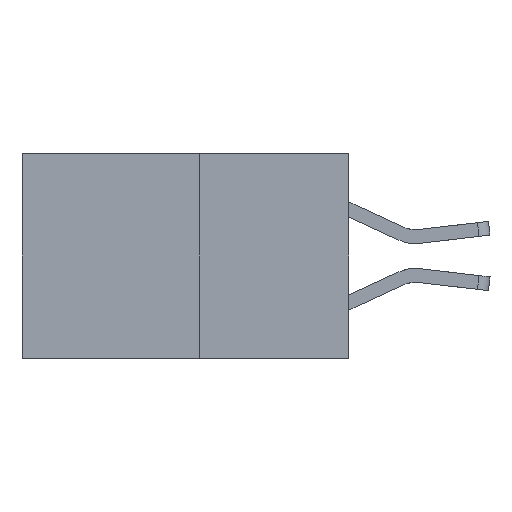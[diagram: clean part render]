
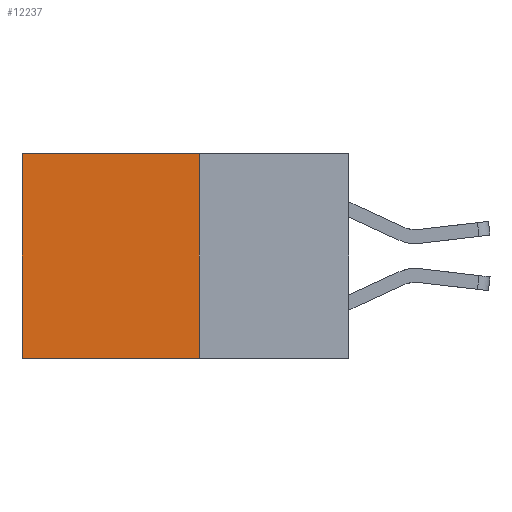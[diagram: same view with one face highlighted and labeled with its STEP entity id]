
A CAD part, left-side view. The second image highlights one B-rep face of the part: STEP entity #12237.
In plain terms, the highlighted planar face has unit normal (-1, 0, 0).
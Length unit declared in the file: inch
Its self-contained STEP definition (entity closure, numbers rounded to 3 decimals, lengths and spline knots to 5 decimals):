
#583 = FACE_OUTER_BOUND ( 'NONE', #9451, .T. ) ;
#615 = VECTOR ( 'NONE', #7849, 39.37008 ) ;
#1375 = EDGE_CURVE ( 'NONE', #2305, #9962, #6599, .T. ) ;
#1484 = CARTESIAN_POINT ( 'NONE',  ( 0.277, 0.27, -0.37 ) ) ;
#2076 = VERTEX_POINT ( 'NONE', #12177 ) ;
#2113 = EDGE_CURVE ( 'NONE', #2076, #9924, #2240, .T. ) ;
#2240 = LINE ( 'NONE', #10734, #615 ) ;
#2305 = VERTEX_POINT ( 'NONE', #8668 ) ;
#2741 = CARTESIAN_POINT ( 'NONE',  ( 0.277, 0.59, 0. ) ) ;
#2894 = CARTESIAN_POINT ( 'NONE',  ( 0.277, 0.59, -0.37 ) ) ;
#3041 = CARTESIAN_POINT ( 'NONE',  ( 0.277, 0.59, -0.37 ) ) ;
#3154 = ORIENTED_EDGE ( 'NONE', *, *, #2113, .T. ) ;
#3488 = CARTESIAN_POINT ( 'NONE',  ( 0.277, 0.27, -0.37 ) ) ;
#3607 = AXIS2_PLACEMENT_3D ( 'NONE', #3488, #10196, #4435 ) ;
#3829 = DIRECTION ( 'NONE',  ( 0., 0., -1. ) ) ;
#4084 = VECTOR ( 'NONE', #9767, 39.37008 ) ;
#4435 = DIRECTION ( 'NONE',  ( 0., 0., -1. ) ) ;
#4567 = EDGE_CURVE ( 'NONE', #9924, #9962, #7983, .T. ) ;
#4662 = ORIENTED_EDGE ( 'NONE', *, *, #1375, .F. ) ;
#5215 = ORIENTED_EDGE ( 'NONE', *, *, #4567, .T. ) ;
#6599 = LINE ( 'NONE', #10749, #4084 ) ;
#7110 = EDGE_CURVE ( 'NONE', #2076, #2305, #11411, .T. ) ;
#7116 = ORIENTED_EDGE ( 'NONE', *, *, #7110, .F. ) ;
#7849 = DIRECTION ( 'NONE',  ( 0., 1., 0. ) ) ;
#7983 = LINE ( 'NONE', #2894, #10262 ) ;
#8134 = DIRECTION ( 'NONE',  ( 0., 0., -1. ) ) ;
#8489 = VECTOR ( 'NONE', #8134, 39.37008 ) ;
#8668 = CARTESIAN_POINT ( 'NONE',  ( 0.277, 0.27, -0.37 ) ) ;
#9205 = PLANE ( 'NONE',  #3607 ) ;
#9451 = EDGE_LOOP ( 'NONE', ( #5215, #4662, #7116, #3154 ) ) ;
#9767 = DIRECTION ( 'NONE',  ( 0., 1., 0. ) ) ;
#9924 = VERTEX_POINT ( 'NONE', #2741 ) ;
#9962 = VERTEX_POINT ( 'NONE', #3041 ) ;
#10196 = DIRECTION ( 'NONE',  ( 1., 0., 0. ) ) ;
#10262 = VECTOR ( 'NONE', #3829, 39.37008 ) ;
#10734 = CARTESIAN_POINT ( 'NONE',  ( 0.277, 0.27, 0. ) ) ;
#10749 = CARTESIAN_POINT ( 'NONE',  ( 0.277, 0.27, -0.37 ) ) ;
#11411 = LINE ( 'NONE', #1484, #8489 ) ;
#12177 = CARTESIAN_POINT ( 'NONE',  ( 0.277, 0.27, 0. ) ) ;
#12237 = ADVANCED_FACE ( 'NONE', ( #583 ), #9205, .F. ) ;
